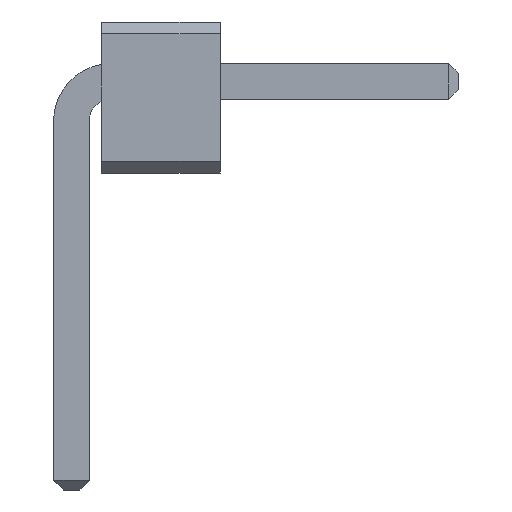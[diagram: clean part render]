
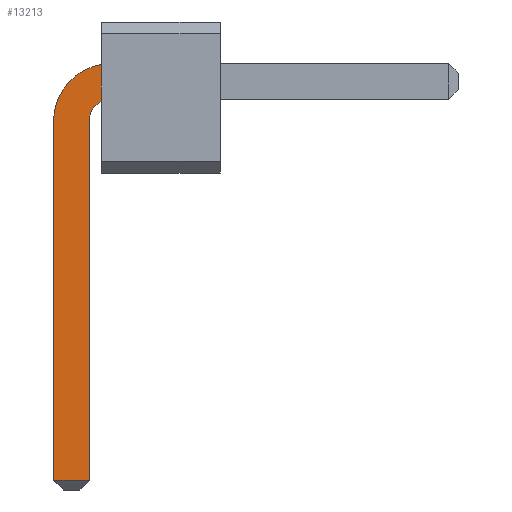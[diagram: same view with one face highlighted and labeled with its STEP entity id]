
A CAD part, front view. The second image highlights one B-rep face of the part: STEP entity #13213.
In plain terms, the highlighted planar face has unit normal (0, -1, 0).
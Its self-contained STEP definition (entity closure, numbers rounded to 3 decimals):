
#4518 = VERTEX_POINT('',#4519);
#4519 = CARTESIAN_POINT('',(0.25,-27.15,0.779));
#4525 = EDGE_CURVE('',#4518,#4526,#4528,.T.);
#4526 = VERTEX_POINT('',#4527);
#4527 = CARTESIAN_POINT('',(0.25,-27.15,0.467));
#4528 = LINE('',#4529,#4530);
#4529 = CARTESIAN_POINT('',(0.25,-27.15,0.1));
#4530 = VECTOR('',#4531,1.);
#4531 = DIRECTION('',(0.,0.,-1.));
#13194 = EDGE_CURVE('',#4526,#13195,#13197,.T.);
#13195 = VERTEX_POINT('',#13196);
#13196 = CARTESIAN_POINT('',(0.15,-27.15,0.335));
#13197 = CIRCLE('',#13198,0.194);
#13198 = AXIS2_PLACEMENT_3D('',#13199,#13200,#13201);
#13199 = CARTESIAN_POINT('',(0.34,-27.15,0.295));
#13200 = DIRECTION('',(0.,-1.,0.));
#13201 = DIRECTION('',(-0.207,0.,0.978
));
#13213 = ADVANCED_FACE('',(#13214),#13249,.F.);
#13214 = FACE_BOUND('',#13215,.F.);
#13215 = EDGE_LOOP('',(#13216,#13217,#13218,#13226,#13234,#13242));
#13216 = ORIENTED_EDGE('',*,*,#4525,.T.);
#13217 = ORIENTED_EDGE('',*,*,#13194,.T.);
#13218 = ORIENTED_EDGE('',*,*,#13219,.T.);
#13219 = EDGE_CURVE('',#13195,#13220,#13222,.T.);
#13220 = VERTEX_POINT('',#13221);
#13221 = CARTESIAN_POINT('',(0.15,-27.15,-2.72));
#13222 = LINE('',#13223,#13224);
#13223 = CARTESIAN_POINT('',(0.15,-27.15,0.335));
#13224 = VECTOR('',#13225,1.);
#13225 = DIRECTION('',(0.,0.,-1.));
#13226 = ORIENTED_EDGE('',*,*,#13227,.T.);
#13227 = EDGE_CURVE('',#13220,#13228,#13230,.T.);
#13228 = VERTEX_POINT('',#13229);
#13229 = CARTESIAN_POINT('',(-0.15,-27.15,-2.72));
#13230 = LINE('',#13231,#13232);
#13231 = CARTESIAN_POINT('',(0.15,-27.15,-2.72));
#13232 = VECTOR('',#13233,1.);
#13233 = DIRECTION('',(-1.,0.,0.));
#13234 = ORIENTED_EDGE('',*,*,#13235,.T.);
#13235 = EDGE_CURVE('',#13228,#13236,#13238,.T.);
#13236 = VERTEX_POINT('',#13237);
#13237 = CARTESIAN_POINT('',(-0.15,-27.15,0.335));
#13238 = LINE('',#13239,#13240);
#13239 = CARTESIAN_POINT('',(-0.15,-27.15,-2.8));
#13240 = VECTOR('',#13241,1.);
#13241 = DIRECTION('',(0.,0.,1.));
#13242 = ORIENTED_EDGE('',*,*,#13243,.T.);
#13243 = EDGE_CURVE('',#13236,#4518,#13244,.T.);
#13244 = CIRCLE('',#13245,0.485);
#13245 = AXIS2_PLACEMENT_3D('',#13246,#13247,#13248);
#13246 = CARTESIAN_POINT('',(0.333,-27.15,0.302));
#13247 = DIRECTION('',(0.,1.,0.));
#13248 = DIRECTION('',(-0.998,0.,
0.069));
#13249 = PLANE('',#13250);
#13250 = AXIS2_PLACEMENT_3D('',#13251,#13252,#13253);
#13251 = CARTESIAN_POINT('',(0.841,-27.15,-0.301));
#13252 = DIRECTION('',(0.,1.,-0.));
#13253 = DIRECTION('',(0.,0.,-1.));
